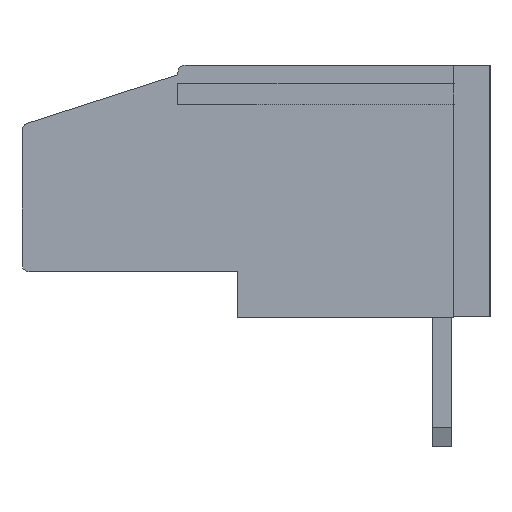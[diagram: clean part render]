
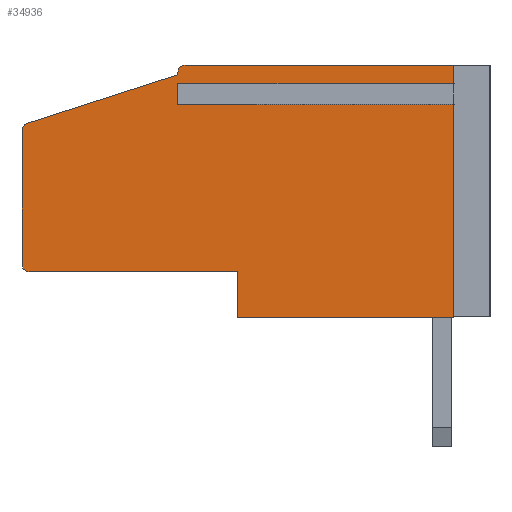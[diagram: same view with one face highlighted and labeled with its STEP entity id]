
A CAD part, left-side view. The second image highlights one B-rep face of the part: STEP entity #34936.
In plain terms, the highlighted planar face has unit normal (-1, 0, 0).
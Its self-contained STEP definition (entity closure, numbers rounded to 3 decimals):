
#234 = DIRECTION ( 'NONE',  ( 0., -1., 0. ) ) ;
#339 = VECTOR ( 'NONE', #24770, 1000. ) ;
#711 = EDGE_CURVE ( 'NONE', #25926, #10334, #9899, .T. ) ;
#925 = EDGE_CURVE ( 'NONE', #33311, #10334, #14840, .T. ) ;
#1499 = CARTESIAN_POINT ( 'NONE',  ( 0., 19.5, 7.782 ) ) ;
#1702 = VECTOR ( 'NONE', #15664, 1000. ) ;
#2287 = CARTESIAN_POINT ( 'NONE',  ( 0., 1.5, 9.502 ) ) ;
#2398 = CARTESIAN_POINT ( 'NONE',  ( 0., 13., 9.502 ) ) ;
#2929 = EDGE_LOOP ( 'NONE', ( #4068, #9098, #34304, #18576, #37975, #27650, #19082, #8954, #14662, #25923, #11755, #9040, #9861, #23905, #28237 ) ) ;
#2930 = DIRECTION ( 'NONE',  ( 0., 0., -1. ) ) ;
#3864 = DIRECTION ( 'NONE',  ( 0., -1., 0. ) ) ;
#4068 = ORIENTED_EDGE ( 'NONE', *, *, #31490, .F. ) ;
#4718 = CARTESIAN_POINT ( 'NONE',  ( 0., 19.292, 8.067 ) ) ;
#4912 = CARTESIAN_POINT ( 'NONE',  ( 0., 13., 9.502 ) ) ;
#5391 = CARTESIAN_POINT ( 'NONE',  ( 0., 19.2, 7.782 ) ) ;
#5995 = DIRECTION ( 'NONE',  ( 0., -1., 0. ) ) ;
#6043 = CARTESIAN_POINT ( 'NONE',  ( 0., 19.5, 10.5 ) ) ;
#6625 = CIRCLE ( 'NONE', #11621, 0.3 ) ;
#6892 = DIRECTION ( 'NONE',  ( 0., -1., 0. ) ) ;
#7676 = EDGE_CURVE ( 'NONE', #9336, #35853, #25087, .T. ) ;
#7931 = DIRECTION ( 'NONE',  ( -1., 0., 0. ) ) ;
#8411 = EDGE_CURVE ( 'NONE', #33311, #9336, #19548, .T. ) ;
#8665 = VECTOR ( 'NONE', #3864, 1000. ) ;
#8747 = LINE ( 'NONE', #20822, #15231 ) ;
#8954 = ORIENTED_EDGE ( 'NONE', *, *, #8411, .F. ) ;
#9040 = ORIENTED_EDGE ( 'NONE', *, *, #12669, .T. ) ;
#9070 = EDGE_CURVE ( 'NONE', #16661, #16208, #38383, .T. ) ;
#9096 = VERTEX_POINT ( 'NONE', #23401 ) ;
#9098 = ORIENTED_EDGE ( 'NONE', *, *, #37901, .T. ) ;
#9100 = EDGE_CURVE ( 'NONE', #24580, #24105, #6625, .T. ) ;
#9336 = VERTEX_POINT ( 'NONE', #12992 ) ;
#9592 = LINE ( 'NONE', #30955, #8665 ) ;
#9861 = ORIENTED_EDGE ( 'NONE', *, *, #19037, .F. ) ;
#9899 = LINE ( 'NONE', #18856, #339 ) ;
#10334 = VERTEX_POINT ( 'NONE', #2287 ) ;
#10995 = CARTESIAN_POINT ( 'NONE',  ( 0., 10.5, 1.9 ) ) ;
#11073 = LINE ( 'NONE', #33052, #1702 ) ;
#11284 = DIRECTION ( 'NONE',  ( 0., 0., -1. ) ) ;
#11441 = CARTESIAN_POINT ( 'NONE',  ( 0., 1.5, 9.098 ) ) ;
#11621 = AXIS2_PLACEMENT_3D ( 'NONE', #5391, #33287, #29907 ) ;
#11755 = ORIENTED_EDGE ( 'NONE', *, *, #12893, .F. ) ;
#11800 = CARTESIAN_POINT ( 'NONE',  ( 0., 13., 10.2 ) ) ;
#11947 = PLANE ( 'NONE',  #23024 ) ;
#12588 = CARTESIAN_POINT ( 'NONE',  ( 0., 1.5, 10.5 ) ) ;
#12669 = EDGE_CURVE ( 'NONE', #35664, #24043, #30851, .T. ) ;
#12893 = EDGE_CURVE ( 'NONE', #35664, #25926, #9592, .T. ) ;
#12992 = CARTESIAN_POINT ( 'NONE',  ( 0., 13., 9.098 ) ) ;
#13594 = LINE ( 'NONE', #10995, #29584 ) ;
#13764 = EDGE_CURVE ( 'NONE', #26186, #16661, #13594, .T. ) ;
#14031 = CARTESIAN_POINT ( 'NONE',  ( 0., 19.2, 1.9 ) ) ;
#14662 = ORIENTED_EDGE ( 'NONE', *, *, #925, .T. ) ;
#14759 = CARTESIAN_POINT ( 'NONE',  ( 0., 13., 10.1 ) ) ;
#14840 = LINE ( 'NONE', #2398, #26620 ) ;
#15231 = VECTOR ( 'NONE', #5995, 1000. ) ;
#15282 = VECTOR ( 'NONE', #27583, 1000. ) ;
#15664 = DIRECTION ( 'NONE',  ( 0., -0.952, 0.307 ) ) ;
#15728 = CARTESIAN_POINT ( 'NONE',  ( 0., 19.5, 10.5 ) ) ;
#16208 = VERTEX_POINT ( 'NONE', #14031 ) ;
#16661 = VERTEX_POINT ( 'NONE', #29563 ) ;
#17196 = DIRECTION ( 'NONE',  ( 0., 0., -1. ) ) ;
#17211 = CARTESIAN_POINT ( 'NONE',  ( 0., 1.5, 10.5 ) ) ;
#17323 = VECTOR ( 'NONE', #17196, 1000. ) ;
#17421 = EDGE_CURVE ( 'NONE', #26186, #9096, #8747, .T. ) ;
#17614 = LINE ( 'NONE', #17211, #34189 ) ;
#17678 = CARTESIAN_POINT ( 'NONE',  ( 0., 19.5, 1.9 ) ) ;
#18332 = DIRECTION ( 'NONE',  ( 0., 0., -1. ) ) ;
#18576 = ORIENTED_EDGE ( 'NONE', *, *, #13764, .F. ) ;
#18856 = CARTESIAN_POINT ( 'NONE',  ( 0., 1.5, 10.5 ) ) ;
#19037 = EDGE_CURVE ( 'NONE', #23039, #24043, #23445, .T. ) ;
#19082 = ORIENTED_EDGE ( 'NONE', *, *, #7676, .F. ) ;
#19548 = LINE ( 'NONE', #4912, #17323 ) ;
#20797 = DIRECTION ( 'NONE',  ( 0., 1., 0. ) ) ;
#20822 = CARTESIAN_POINT ( 'NONE',  ( 0., 19.5, 0. ) ) ;
#21118 = CARTESIAN_POINT ( 'NONE',  ( 0., 19.5, 2.2 ) ) ;
#21371 = AXIS2_PLACEMENT_3D ( 'NONE', #26347, #38378, #11284 ) ;
#21628 = CARTESIAN_POINT ( 'NONE',  ( 0., 10.5, 0. ) ) ;
#22032 = CARTESIAN_POINT ( 'NONE',  ( 0., 12.7, 10.5 ) ) ;
#23024 = AXIS2_PLACEMENT_3D ( 'NONE', #6043, #35715, #18332 ) ;
#23039 = VERTEX_POINT ( 'NONE', #14759 ) ;
#23110 = DIRECTION ( 'NONE',  ( 0., 0., 1. ) ) ;
#23401 = CARTESIAN_POINT ( 'NONE',  ( 0., 1.5, 0. ) ) ;
#23445 = LINE ( 'NONE', #38630, #35508 ) ;
#23660 = VECTOR ( 'NONE', #20797, 1000. ) ;
#23905 = ORIENTED_EDGE ( 'NONE', *, *, #26406, .F. ) ;
#24016 = LINE ( 'NONE', #15728, #15282 ) ;
#24043 = VERTEX_POINT ( 'NONE', #11800 ) ;
#24095 = CARTESIAN_POINT ( 'NONE',  ( 0., 19.2, 2.2 ) ) ;
#24105 = VERTEX_POINT ( 'NONE', #1499 ) ;
#24193 = VECTOR ( 'NONE', #6892, 1000. ) ;
#24580 = VERTEX_POINT ( 'NONE', #4718 ) ;
#24770 = DIRECTION ( 'NONE',  ( 0., 0., -1. ) ) ;
#25087 = LINE ( 'NONE', #26193, #24193 ) ;
#25923 = ORIENTED_EDGE ( 'NONE', *, *, #711, .F. ) ;
#25926 = VERTEX_POINT ( 'NONE', #12588 ) ;
#26186 = VERTEX_POINT ( 'NONE', #21628 ) ;
#26193 = CARTESIAN_POINT ( 'NONE',  ( 0., 13., 9.098 ) ) ;
#26347 = CARTESIAN_POINT ( 'NONE',  ( 0., 12.7, 10.2 ) ) ;
#26370 = CIRCLE ( 'NONE', #38946, 0.3 ) ;
#26406 = EDGE_CURVE ( 'NONE', #24580, #23039, #11073, .T. ) ;
#26620 = VECTOR ( 'NONE', #234, 1000. ) ;
#27583 = DIRECTION ( 'NONE',  ( 0., 0., 1. ) ) ;
#27650 = ORIENTED_EDGE ( 'NONE', *, *, #30680, .F. ) ;
#28237 = ORIENTED_EDGE ( 'NONE', *, *, #9100, .T. ) ;
#28901 = VERTEX_POINT ( 'NONE', #21118 ) ;
#29563 = CARTESIAN_POINT ( 'NONE',  ( 0., 10.5, 1.9 ) ) ;
#29584 = VECTOR ( 'NONE', #23110, 1000. ) ;
#29907 = DIRECTION ( 'NONE',  ( 0., 0., -1. ) ) ;
#30680 = EDGE_CURVE ( 'NONE', #35853, #9096, #17614, .T. ) ;
#30851 = CIRCLE ( 'NONE', #21371, 0.3 ) ;
#30955 = CARTESIAN_POINT ( 'NONE',  ( 0., 19.5, 10.5 ) ) ;
#31490 = EDGE_CURVE ( 'NONE', #28901, #24105, #24016, .T. ) ;
#31920 = DIRECTION ( 'NONE',  ( 0., 0., 1. ) ) ;
#32200 = DIRECTION ( 'NONE',  ( 0., 0., -1. ) ) ;
#33052 = CARTESIAN_POINT ( 'NONE',  ( 0., 19.5, 8. ) ) ;
#33287 = DIRECTION ( 'NONE',  ( -1., 0., 0. ) ) ;
#33311 = VERTEX_POINT ( 'NONE', #35189 ) ;
#34189 = VECTOR ( 'NONE', #32200, 1000. ) ;
#34304 = ORIENTED_EDGE ( 'NONE', *, *, #9070, .F. ) ;
#34936 = ADVANCED_FACE ( 'NONE', ( #38450 ), #11947, .F. ) ;
#35189 = CARTESIAN_POINT ( 'NONE',  ( 0., 13., 9.502 ) ) ;
#35508 = VECTOR ( 'NONE', #31920, 1000. ) ;
#35664 = VERTEX_POINT ( 'NONE', #22032 ) ;
#35715 = DIRECTION ( 'NONE',  ( 1., 0., 0. ) ) ;
#35853 = VERTEX_POINT ( 'NONE', #11441 ) ;
#37901 = EDGE_CURVE ( 'NONE', #28901, #16208, #26370, .T. ) ;
#37975 = ORIENTED_EDGE ( 'NONE', *, *, #17421, .T. ) ;
#38378 = DIRECTION ( 'NONE',  ( -1., 0., 0. ) ) ;
#38383 = LINE ( 'NONE', #17678, #23660 ) ;
#38450 = FACE_OUTER_BOUND ( 'NONE', #2929, .T. ) ;
#38630 = CARTESIAN_POINT ( 'NONE',  ( 0., 13., 10.1 ) ) ;
#38946 = AXIS2_PLACEMENT_3D ( 'NONE', #24095, #7931, #2930 ) ;
